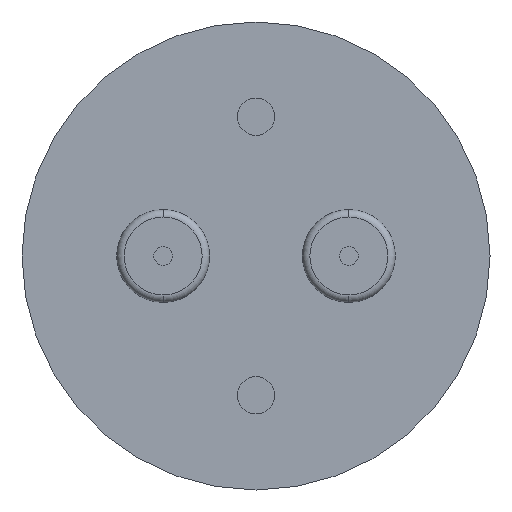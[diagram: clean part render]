
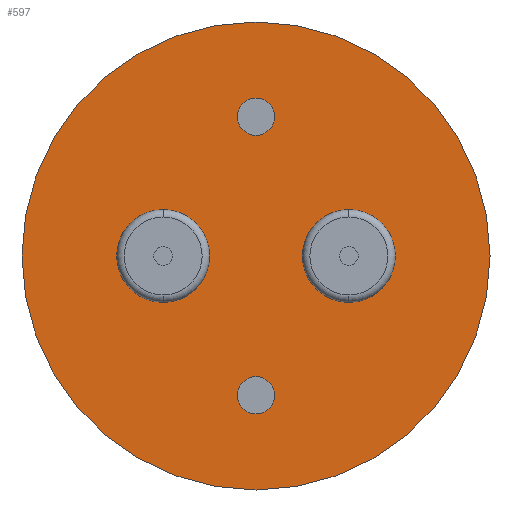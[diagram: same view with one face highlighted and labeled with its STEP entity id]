
A CAD part, front view. The second image highlights one B-rep face of the part: STEP entity #597.
In plain terms, the highlighted planar face has unit normal (0, -1, 0).
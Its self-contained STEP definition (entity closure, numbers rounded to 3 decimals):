
#15 = AXIS2_PLACEMENT_3D ( 'NONE', #886, #821, #387 ) ;
#21 = EDGE_CURVE ( 'NONE', #45, #400, #917, .T. ) ;
#26 = DIRECTION ( 'NONE',  ( 0., 1., 0. ) ) ;
#33 = CARTESIAN_POINT ( 'NONE',  ( -2.5, 0., 1.25 ) ) ;
#34 = CARTESIAN_POINT ( 'NONE',  ( 0., 0., -4.25 ) ) ;
#35 = VERTEX_POINT ( 'NONE', #350 ) ;
#37 = VERTEX_POINT ( 'NONE', #342 ) ;
#45 = VERTEX_POINT ( 'NONE', #358 ) ;
#48 = EDGE_LOOP ( 'NONE', ( #148, #910 ) ) ;
#50 = DIRECTION ( 'NONE',  ( 0., 1., 0. ) ) ;
#75 = AXIS2_PLACEMENT_3D ( 'NONE', #224, #747, #511 ) ;
#77 = CARTESIAN_POINT ( 'NONE',  ( 2.5, 0., 0. ) ) ;
#84 = CIRCLE ( 'NONE', #287, 6.3 ) ;
#100 = CARTESIAN_POINT ( 'NONE',  ( 0., 0., 6.3 ) ) ;
#125 = VERTEX_POINT ( 'NONE', #585 ) ;
#148 = ORIENTED_EDGE ( 'NONE', *, *, #311, .F. ) ;
#175 = CARTESIAN_POINT ( 'NONE',  ( 0., 0., -3.75 ) ) ;
#193 = AXIS2_PLACEMENT_3D ( 'NONE', #603, #736, #909 ) ;
#205 = AXIS2_PLACEMENT_3D ( 'NONE', #175, #26, #469 ) ;
#224 = CARTESIAN_POINT ( 'NONE',  ( 0., 0., 0. ) ) ;
#235 = ORIENTED_EDGE ( 'NONE', *, *, #735, .F. ) ;
#249 = FACE_BOUND ( 'NONE', #635, .T. ) ;
#263 = CARTESIAN_POINT ( 'NONE',  ( 0., 0., 0. ) ) ;
#267 = AXIS2_PLACEMENT_3D ( 'NONE', #77, #745, #324 ) ;
#269 = ORIENTED_EDGE ( 'NONE', *, *, #786, .T. ) ;
#273 = CIRCLE ( 'NONE', #267, 1.25 ) ;
#287 = AXIS2_PLACEMENT_3D ( 'NONE', #263, #482, #406 ) ;
#293 = VERTEX_POINT ( 'NONE', #438 ) ;
#301 = EDGE_CURVE ( 'NONE', #400, #45, #937, .T. ) ;
#302 = CARTESIAN_POINT ( 'NONE',  ( 0., 0., 3.75 ) ) ;
#303 = ORIENTED_EDGE ( 'NONE', *, *, #620, .F. ) ;
#304 = CARTESIAN_POINT ( 'NONE',  ( 0., 0., 3.75 ) ) ;
#311 = EDGE_CURVE ( 'NONE', #125, #712, #680, .T. ) ;
#316 = DIRECTION ( 'NONE',  ( 0., 0., 1. ) ) ;
#324 = DIRECTION ( 'NONE',  ( 0., 0., 1. ) ) ;
#342 = CARTESIAN_POINT ( 'NONE',  ( 2.5, 0., 1.25 ) ) ;
#350 = CARTESIAN_POINT ( 'NONE',  ( -2.5, 0., -1.25 ) ) ;
#352 = AXIS2_PLACEMENT_3D ( 'NONE', #302, #810, #453 ) ;
#358 = CARTESIAN_POINT ( 'NONE',  ( 0., 0., -3.25 ) ) ;
#379 = FACE_OUTER_BOUND ( 'NONE', #48, .T. ) ;
#381 = DIRECTION ( 'NONE',  ( 0., 0., 1. ) ) ;
#383 = CIRCLE ( 'NONE', #924, 1.25 ) ;
#387 = DIRECTION ( 'NONE',  ( 0., 0., 1. ) ) ;
#396 = DIRECTION ( 'NONE',  ( 0., 1., 0. ) ) ;
#400 = VERTEX_POINT ( 'NONE', #34 ) ;
#406 = DIRECTION ( 'NONE',  ( 0., 0., 1. ) ) ;
#438 = CARTESIAN_POINT ( 'NONE',  ( 2.5, 0., -1.25 ) ) ;
#440 = EDGE_LOOP ( 'NONE', ( #269, #670 ) ) ;
#453 = DIRECTION ( 'NONE',  ( 0., 0., 1. ) ) ;
#469 = DIRECTION ( 'NONE',  ( 0., 0., 1. ) ) ;
#482 = DIRECTION ( 'NONE',  ( 0., 1., 0. ) ) ;
#489 = EDGE_LOOP ( 'NONE', ( #904, #235 ) ) ;
#492 = DIRECTION ( 'NONE',  ( 0., 0., 1. ) ) ;
#496 = DIRECTION ( 'NONE',  ( 0., -1., 0. ) ) ;
#506 = AXIS2_PLACEMENT_3D ( 'NONE', #304, #526, #381 ) ;
#508 = CARTESIAN_POINT ( 'NONE',  ( 0., 0., -3.75 ) ) ;
#511 = DIRECTION ( 'NONE',  ( 0., 0., 1. ) ) ;
#513 = EDGE_CURVE ( 'NONE', #822, #820, #751, .T. ) ;
#526 = DIRECTION ( 'NONE',  ( 0., -1., 0. ) ) ;
#552 = CARTESIAN_POINT ( 'NONE',  ( 0., 0., 4.25 ) ) ;
#571 = CIRCLE ( 'NONE', #193, 1.25 ) ;
#577 = EDGE_LOOP ( 'NONE', ( #303, #733 ) ) ;
#585 = CARTESIAN_POINT ( 'NONE',  ( 0., 0., -6.3 ) ) ;
#597 = ADVANCED_FACE ( 'NONE', ( #249, #912, #761, #625, #379 ), #604, .F. ) ;
#603 = CARTESIAN_POINT ( 'NONE',  ( 2.5, 0., 0. ) ) ;
#604 = PLANE ( 'NONE',  #75 ) ;
#620 = EDGE_CURVE ( 'NONE', #820, #822, #923, .T. ) ;
#625 = FACE_BOUND ( 'NONE', #577, .T. ) ;
#630 = EDGE_CURVE ( 'NONE', #293, #37, #273, .T. ) ;
#635 = EDGE_LOOP ( 'NONE', ( #929, #839 ) ) ;
#670 = ORIENTED_EDGE ( 'NONE', *, *, #630, .T. ) ;
#680 = CIRCLE ( 'NONE', #842, 6.3 ) ;
#697 = CARTESIAN_POINT ( 'NONE',  ( 0., 0., 3.25 ) ) ;
#707 = CIRCLE ( 'NONE', #15, 1.25 ) ;
#712 = VERTEX_POINT ( 'NONE', #100 ) ;
#718 = DIRECTION ( 'NONE',  ( 0., 0., 1. ) ) ;
#733 = ORIENTED_EDGE ( 'NONE', *, *, #513, .F. ) ;
#735 = EDGE_CURVE ( 'NONE', #35, #896, #707, .T. ) ;
#736 = DIRECTION ( 'NONE',  ( 0., 1., 0. ) ) ;
#745 = DIRECTION ( 'NONE',  ( 0., 1., 0. ) ) ;
#747 = DIRECTION ( 'NONE',  ( 0., 1., 0. ) ) ;
#751 = CIRCLE ( 'NONE', #352, 0.5 ) ;
#761 = FACE_BOUND ( 'NONE', #440, .T. ) ;
#786 = EDGE_CURVE ( 'NONE', #37, #293, #571, .T. ) ;
#810 = DIRECTION ( 'NONE',  ( 0., -1., 0. ) ) ;
#820 = VERTEX_POINT ( 'NONE', #552 ) ;
#821 = DIRECTION ( 'NONE',  ( 0., -1., 0. ) ) ;
#822 = VERTEX_POINT ( 'NONE', #697 ) ;
#834 = CARTESIAN_POINT ( 'NONE',  ( 0., 0., 0. ) ) ;
#839 = ORIENTED_EDGE ( 'NONE', *, *, #301, .T. ) ;
#842 = AXIS2_PLACEMENT_3D ( 'NONE', #834, #396, #316 ) ;
#853 = EDGE_CURVE ( 'NONE', #712, #125, #84, .T. ) ;
#862 = CARTESIAN_POINT ( 'NONE',  ( -2.5, 0., 0. ) ) ;
#872 = AXIS2_PLACEMENT_3D ( 'NONE', #508, #50, #718 ) ;
#886 = CARTESIAN_POINT ( 'NONE',  ( -2.5, 0., 0. ) ) ;
#896 = VERTEX_POINT ( 'NONE', #33 ) ;
#904 = ORIENTED_EDGE ( 'NONE', *, *, #914, .F. ) ;
#909 = DIRECTION ( 'NONE',  ( 0., 0., 1. ) ) ;
#910 = ORIENTED_EDGE ( 'NONE', *, *, #853, .F. ) ;
#912 = FACE_BOUND ( 'NONE', #489, .T. ) ;
#914 = EDGE_CURVE ( 'NONE', #896, #35, #383, .T. ) ;
#917 = CIRCLE ( 'NONE', #872, 0.5 ) ;
#923 = CIRCLE ( 'NONE', #506, 0.5 ) ;
#924 = AXIS2_PLACEMENT_3D ( 'NONE', #862, #496, #492 ) ;
#929 = ORIENTED_EDGE ( 'NONE', *, *, #21, .T. ) ;
#937 = CIRCLE ( 'NONE', #205, 0.5 ) ;
